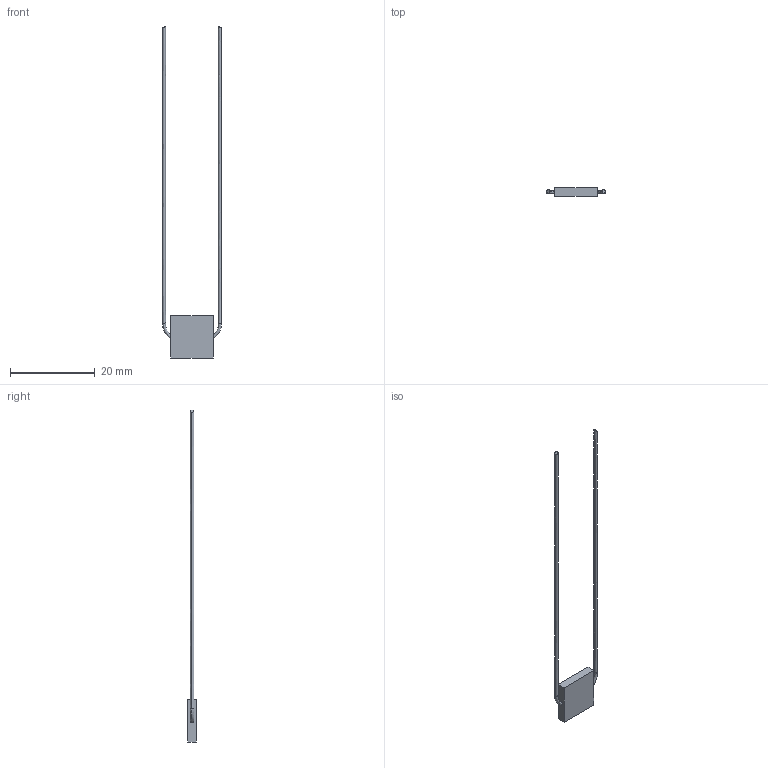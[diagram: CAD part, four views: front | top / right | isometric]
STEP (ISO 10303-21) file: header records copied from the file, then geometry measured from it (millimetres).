
FILE_DESCRIPTION (( 'STEP AP214' ), '1' );
FILE_NAME ('CTN002588.STEP', '2016-09-06T08:31:35', ( '' ), ( '' ), 'SwSTEP 2.0', 'SolidWorks 2016', '' );
FILE_SCHEMA (( 'AUTOMOTIVE_DESIGN' ));
Length unit declared in the file: millimetre
Products named in the file (1): CTN002588
Bounding box: 13.88 x 2 x 78.42 mm (x, y, z)
Volume: 275.5 mm3; surface area: 659.6 mm2
Topology: 3 solids, 3 shells, 18 faces, 32 edges, 20 vertices
Faces by surface type: plane 10, bspline 8
Entity records: 768 total; most frequent: CARTESIAN_POINT 253, ORIENTED_EDGE 64, DIRECTION 54, EDGE_CURVE 32, AXIS2_PLACEMENT_3D 21, VERTEX_POINT 20, UNCERTAINTY_MEASURE_WITH_UNIT 19, SURFACE_STYLE_FILL_AREA 18
